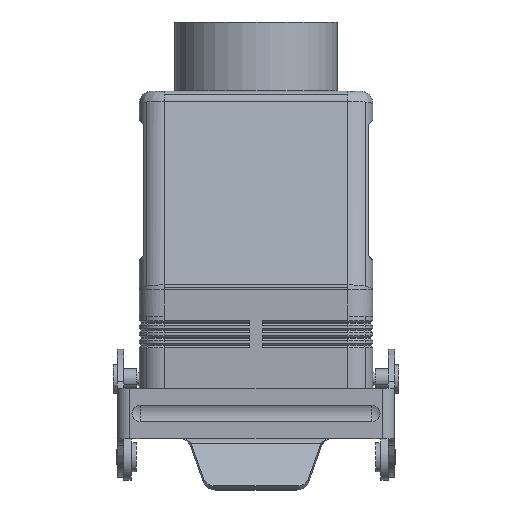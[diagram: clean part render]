
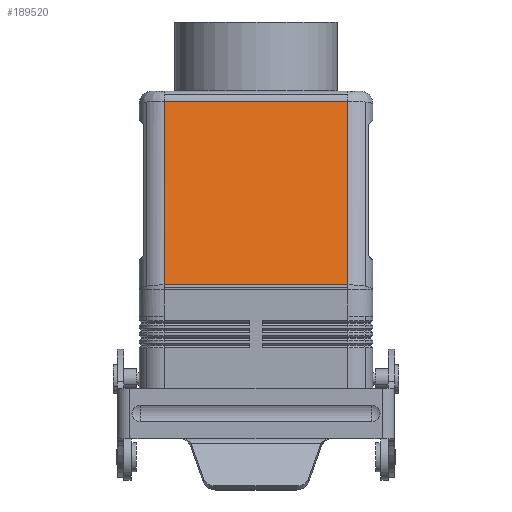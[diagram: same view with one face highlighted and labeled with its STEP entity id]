
A CAD part, front view. The second image highlights one B-rep face of the part: STEP entity #189520.
In plain terms, the highlighted face is planar.
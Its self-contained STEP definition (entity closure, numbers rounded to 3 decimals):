
#88920=CARTESIAN_POINT('',(40.893,22.,28.559));
#88930=VERTEX_POINT('',#88920);
#128550=CARTESIAN_POINT('',(40.893,-22.,28.559));
#128560=VERTEX_POINT('',#128550);
#128590=CARTESIAN_POINT('',(40.893,22.,28.559));
#128600=DIRECTION('',(0.,-1.,0.));
#128610=VECTOR('',#128600,44.);
#128620=LINE('',#128590,#128610);
#128630=EDGE_CURVE('',#88930,#128560,#128620,.T.);
#186020=CARTESIAN_POINT('',(32.466,-22.,72.564));
#186030=VERTEX_POINT('',#186020);
#186060=CARTESIAN_POINT('',(40.893,-22.,28.559));
#186070=DIRECTION('',(-0.188,0.,0.982));
#186080=VECTOR('',#186070,44.805);
#186090=LINE('',#186060,#186080);
#186100=EDGE_CURVE('',#128560,#186030,#186090,.T.);
#189290=CARTESIAN_POINT('',(41.,0.,28.));
#189300=DIRECTION('',(0.982,-0.,0.188));
#189310=DIRECTION('',(0.188,0.,-0.982));
#189320=AXIS2_PLACEMENT_3D('',#189290,#189300,#189310);
#189330=PLANE('',#189320);
#189340=ORIENTED_EDGE('',*,*,#186100,.F.);
#189350=CARTESIAN_POINT('',(32.466,-22.,72.564));
#189360=DIRECTION('',(0.,1.,0.));
#189370=VECTOR('',#189360,44.);
#189380=LINE('',#189350,#189370);
#189390=CARTESIAN_POINT('',(32.466,22.,72.564));
#189400=VERTEX_POINT('',#189390);
#189410=EDGE_CURVE('',#186030,#189400,#189380,.T.);
#189420=ORIENTED_EDGE('',*,*,#189410,.F.);
#189430=CARTESIAN_POINT('',(32.466,22.,72.564));
#189440=DIRECTION('',(0.188,0.,-0.982))
;
#189450=VECTOR('',#189440,44.805);
#189460=LINE('',#189430,#189450);
#189470=EDGE_CURVE('',#189400,#88930,#189460,.T.);
#189480=ORIENTED_EDGE('',*,*,#189470,.F.);
#189490=ORIENTED_EDGE('',*,*,#128630,.F.);
#189500=EDGE_LOOP('',(#189490,#189480,#189420,#189340));
#189510=FACE_OUTER_BOUND('',#189500,.T.);
#189520=ADVANCED_FACE('',(#189510),#189330,.T.);
